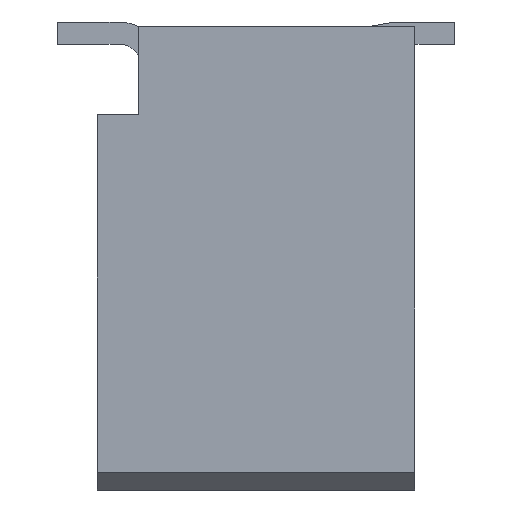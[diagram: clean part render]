
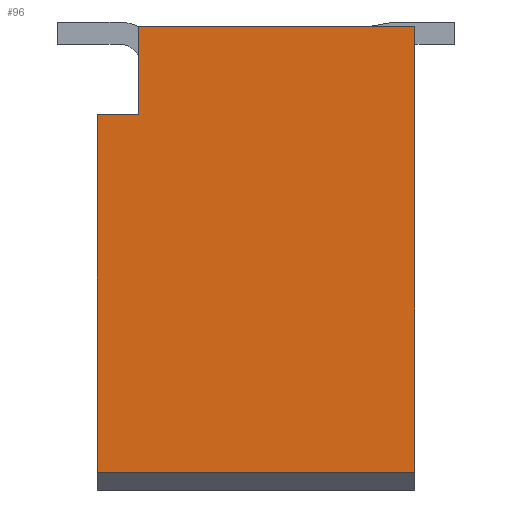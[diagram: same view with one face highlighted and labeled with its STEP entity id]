
A CAD part, left-side view. The second image highlights one B-rep face of the part: STEP entity #96.
In plain terms, the highlighted planar face has unit normal (-1, 0, 0).
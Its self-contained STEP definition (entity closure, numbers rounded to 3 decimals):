
#96=ADVANCED_FACE('',(#239),#240,.F.);
#239=FACE_OUTER_BOUND('',#437,.T.);
#240=PLANE('',#438);
#437=EDGE_LOOP('',(#968,#969,#970,#971,#972,#973));
#438=AXIS2_PLACEMENT_3D('',#974,#975,#976);
#968=ORIENTED_EDGE('',*,*,#1460,.T.);
#969=ORIENTED_EDGE('',*,*,#1374,.F.);
#970=ORIENTED_EDGE('',*,*,#1378,.T.);
#971=ORIENTED_EDGE('',*,*,#1303,.T.);
#972=ORIENTED_EDGE('',*,*,#1459,.F.);
#973=ORIENTED_EDGE('',*,*,#1461,.T.);
#974=CARTESIAN_POINT('',(0.0,1.8,-2.525));
#975=DIRECTION('',(1.0,0.0,0.0));
#976=DIRECTION('',(0.0,1.0,-0.0));
#1303=EDGE_CURVE('',#1672,#1669,#1673,.T.);
#1374=EDGE_CURVE('',#1806,#1807,#1808,.T.);
#1378=EDGE_CURVE('',#1806,#1672,#1813,.T.);
#1459=EDGE_CURVE('',#1937,#1669,#1939,.T.);
#1460=EDGE_CURVE('',#1940,#1807,#1941,.T.);
#1461=EDGE_CURVE('',#1937,#1940,#1942,.T.);
#1669=VERTEX_POINT('',#2078);
#1672=VERTEX_POINT('',#2082);
#1673=LINE('',#2083,#2084);
#1806=VERTEX_POINT('',#2284);
#1807=VERTEX_POINT('',#2285);
#1808=LINE('',#2286,#2287);
#1813=LINE('',#2295,#2296);
#1937=VERTEX_POINT('',#2499);
#1939=LINE('',#2502,#2503);
#1940=VERTEX_POINT('',#2504);
#1941=LINE('',#2505,#2506);
#1942=LINE('',#2507,#2508);
#2078=CARTESIAN_POINT('',(0.0,3.13,0.0));
#2082=CARTESIAN_POINT('',(0.0,0.0,0.0));
#2083=CARTESIAN_POINT('',(0.0,0.0,0.0));
#2084=VECTOR('',#2720,3.13);
#2284=CARTESIAN_POINT('',(0.0,0.0,-5.05));
#2285=CARTESIAN_POINT('',(0.0,3.6,-5.05));
#2286=CARTESIAN_POINT('',(0.0,0.0,-5.05));
#2287=VECTOR('',#2797,3.6);
#2295=CARTESIAN_POINT('',(0.0,0.0,-5.05));
#2296=VECTOR('',#2801,5.05);
#2499=CARTESIAN_POINT('',(0.0,3.13,-1.0));
#2502=CARTESIAN_POINT('',(0.0,3.13,-1.0));
#2503=VECTOR('',#2882,1.0);
#2504=CARTESIAN_POINT('',(0.0,3.6,-1.0));
#2505=CARTESIAN_POINT('',(0.0,3.6,-1.0));
#2506=VECTOR('',#2883,4.05);
#2507=CARTESIAN_POINT('',(0.0,3.13,-1.0));
#2508=VECTOR('',#2884,0.47);
#2720=DIRECTION('',(0.0,1.0,0.0));
#2797=DIRECTION('',(0.0,1.0,0.0));
#2801=DIRECTION('',(0.0,0.0,1.0));
#2882=DIRECTION('',(0.0,0.,1.0));
#2883=DIRECTION('',(0.0,0.,-1.0));
#2884=DIRECTION('',(0.0,1.0,0.0));
